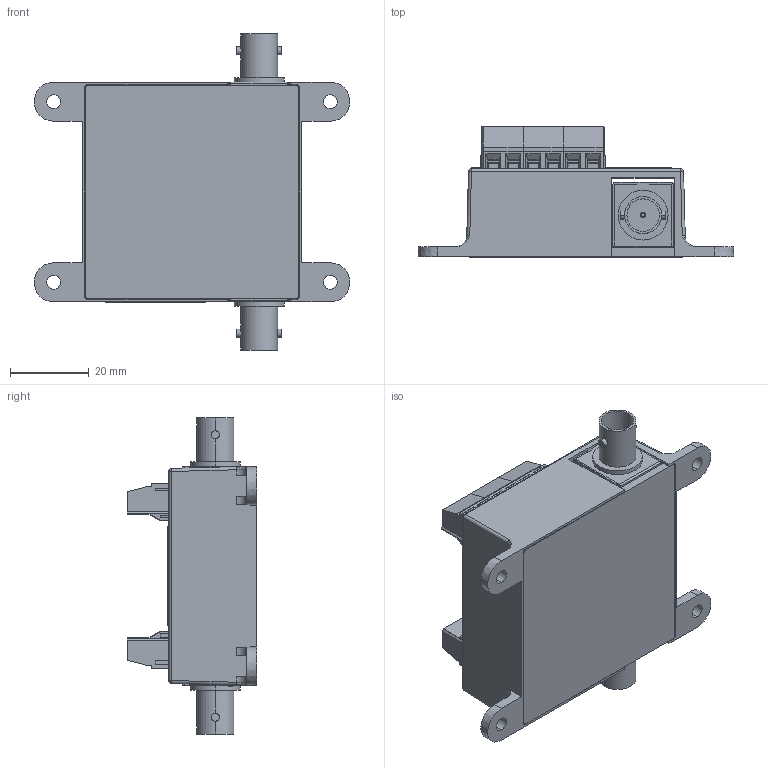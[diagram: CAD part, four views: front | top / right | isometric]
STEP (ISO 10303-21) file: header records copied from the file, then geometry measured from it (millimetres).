
FILE_DESCRIPTION (( 'STEP AP214' ), '1' );
FILE_NAME ('1101-613-E.STEP', '2019-01-24T20:00:47', ( '' ), ( '' ), 'SwSTEP 2.0', 'SolidWorks 2018', '' );
FILE_SCHEMA (( 'AUTOMOTIVE_DESIGN' ));
Length unit declared in the file: inch
Products named in the file (33): 2001-161-1_BNC assy; 2105-243; 2200-317; 2003-1641; 2001-049; Jam Nut 1-330249-1^2500-221; 2500-221; Jack Assy 221245-1^2500-221; 2001-161-2_BNC assy; 2001-050; 2003-4015; 2001-161-1; 2250-672; 2021-193; 2001-161; 2250-671; 2001-161-2; 1101-613-E
Assembly tree (21 placements, depth 4):
  2105-243
  2003-1641
  2105-243
  2105-243
  Jack Assy 221245-1^2500-221
Bounding box: 80.37 x 33.07 x 80.52 mm (x, y, z)
Volume: 32454.2 mm3; surface area: 50281.7 mm2
Topology: 53 solids, 53 shells, 5146 faces, 13959 edges, 9242 vertices
Faces by surface type: plane 3985, bspline 778, cylinder 375, cone 4, sphere 4
Entity records: 185529 total; most frequent: CARTESIAN_POINT 46848, ORIENTED_EDGE 21212, DIRECTION 15850, EDGE_CURVE 10606, LINE 8554, VECTOR 8554, VERTEX_POINT 7044, EDGE_LOOP 4410
